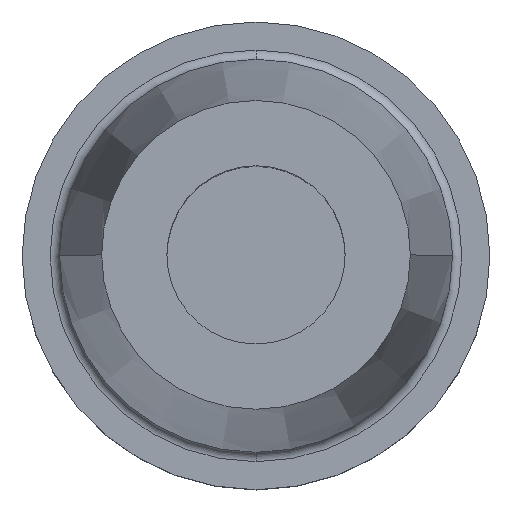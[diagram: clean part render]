
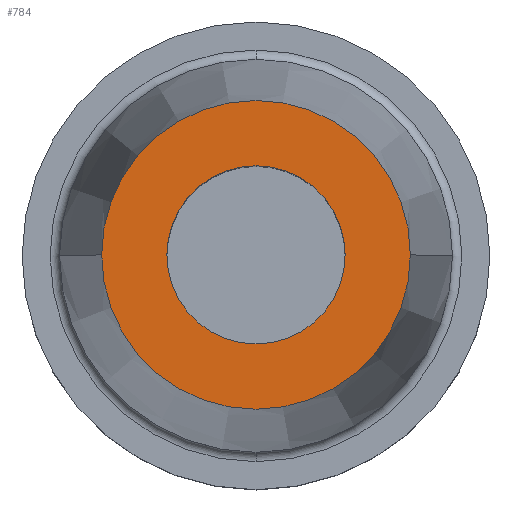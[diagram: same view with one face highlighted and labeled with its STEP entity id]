
A CAD part, top view. The second image highlights one B-rep face of the part: STEP entity #784.
In plain terms, the highlighted planar face has unit normal (0, 0, 1).
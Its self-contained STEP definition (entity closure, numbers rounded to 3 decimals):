
#27 = VERTEX_POINT ( 'NONE', #448 ) ;
#34 = CIRCLE ( 'NONE', #578, 9.525 ) ;
#47 = DIRECTION ( 'NONE',  ( 0., 0., -1. ) ) ;
#89 = EDGE_LOOP ( 'NONE', ( #397, #206 ) ) ;
#109 = FACE_OUTER_BOUND ( 'NONE', #89, .T. ) ;
#113 = DIRECTION ( 'NONE',  ( -1., 0., 0. ) ) ;
#132 = DIRECTION ( 'NONE',  ( 0., 0., 1. ) ) ;
#145 = AXIS2_PLACEMENT_3D ( 'NONE', #807, #47, #335 ) ;
#175 = ORIENTED_EDGE ( 'NONE', *, *, #438, .T. ) ;
#206 = ORIENTED_EDGE ( 'NONE', *, *, #440, .F. ) ;
#207 = VERTEX_POINT ( 'NONE', #950 ) ;
#299 = AXIS2_PLACEMENT_3D ( 'NONE', #342, #1114, #530 ) ;
#300 = CARTESIAN_POINT ( 'NONE',  ( 0., 0., 80. ) ) ;
#335 = DIRECTION ( 'NONE',  ( -1., 0., 0. ) ) ;
#337 = AXIS2_PLACEMENT_3D ( 'NONE', #608, #132, #801 ) ;
#342 = CARTESIAN_POINT ( 'NONE',  ( 0., 0., 80. ) ) ;
#396 = EDGE_CURVE ( 'NONE', #207, #945, #547, .T. ) ;
#397 = ORIENTED_EDGE ( 'NONE', *, *, #1161, .F. ) ;
#438 = EDGE_CURVE ( 'NONE', #945, #207, #34, .T. ) ;
#439 = DIRECTION ( 'NONE',  ( 0., 0., -1. ) ) ;
#440 = EDGE_CURVE ( 'NONE', #27, #470, #618, .T. ) ;
#448 = CARTESIAN_POINT ( 'NONE',  ( 16.5, 0., 80. ) ) ;
#470 = VERTEX_POINT ( 'NONE', #819 ) ;
#524 = DIRECTION ( 'NONE',  ( -1., 0., 0. ) ) ;
#530 = DIRECTION ( 'NONE',  ( -1., 0., 0. ) ) ;
#547 = CIRCLE ( 'NONE', #702, 9.525 ) ;
#578 = AXIS2_PLACEMENT_3D ( 'NONE', #703, #439, #524 ) ;
#608 = CARTESIAN_POINT ( 'NONE',  ( 0., 16.5, 80. ) ) ;
#618 = CIRCLE ( 'NONE', #299, 16.5 ) ;
#702 = AXIS2_PLACEMENT_3D ( 'NONE', #300, #980, #113 ) ;
#703 = CARTESIAN_POINT ( 'NONE',  ( 0., 0., 80. ) ) ;
#707 = CIRCLE ( 'NONE', #145, 16.5 ) ;
#782 = EDGE_LOOP ( 'NONE', ( #821, #175 ) ) ;
#784 = ADVANCED_FACE ( 'NONE', ( #925, #109 ), #894, .T. ) ;
#801 = DIRECTION ( 'NONE',  ( 1., 0., 0. ) ) ;
#807 = CARTESIAN_POINT ( 'NONE',  ( 0., 0., 80. ) ) ;
#819 = CARTESIAN_POINT ( 'NONE',  ( -16.5, 0., 80. ) ) ;
#821 = ORIENTED_EDGE ( 'NONE', *, *, #396, .T. ) ;
#894 = PLANE ( 'NONE',  #337 ) ;
#925 = FACE_BOUND ( 'NONE', #782, .T. ) ;
#945 = VERTEX_POINT ( 'NONE', #989 ) ;
#950 = CARTESIAN_POINT ( 'NONE',  ( -9.525, 0., 80. ) ) ;
#980 = DIRECTION ( 'NONE',  ( 0., 0., -1. ) ) ;
#989 = CARTESIAN_POINT ( 'NONE',  ( 9.525, 0., 80. ) ) ;
#1114 = DIRECTION ( 'NONE',  ( 0., 0., -1. ) ) ;
#1161 = EDGE_CURVE ( 'NONE', #470, #27, #707, .T. ) ;
